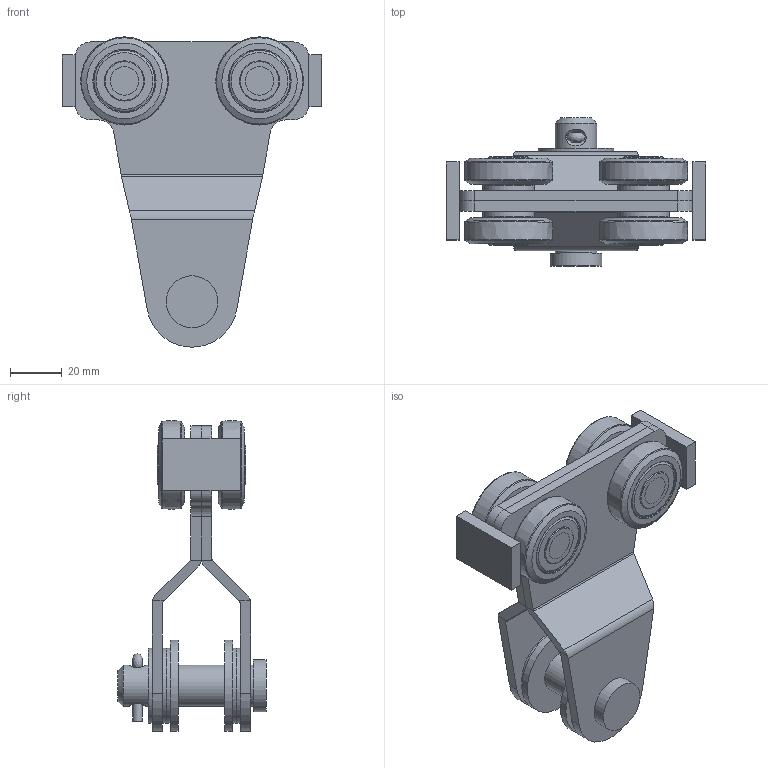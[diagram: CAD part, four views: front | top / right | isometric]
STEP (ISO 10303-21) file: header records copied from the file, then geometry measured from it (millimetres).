
FILE_DESCRIPTION(('STEP AP214'),'1');
FILE_NAME('PMH Åkvagn 1418.stp','2013-08-07T13:22:35',(' '),(' '),'Spatial InterOp 3D',' ',' ');
FILE_SCHEMA(('automotive_design'));
Length unit declared in the file: millimetre
Products named in the file (24): PMH Profilskena akvagn 1418; Part23; Part22; Part21; Part20; Part19; Part18; Part17; Part16; Part15; Part14; Part13; Part12; Part11; Part10; Part9; Part8; Part7; Part6; Part5; Part4; Part3; Part2; Part1
Assembly tree (23 placements, depth 2):
  PMH Profilskena akvagn 1418
    Part23
    Part22
    Part21
    Part20
    Part19
    Part18
    Part17
    Part16
    Part15
    Part14
    Part13
    Part12
    Part11
    Part10
    Part9
    Part8
    Part7
    Part6
    Part5
    Part4
    Part3
    Part2
    Part1
Bounding box: 100 x 57 x 119.48 mm (x, y, z)
Volume: 116481.4 mm3; surface area: 63511.7 mm2
Topology: 23 solids, 23 shells, 282 faces, 565 edges, 368 vertices
Faces by surface type: plane 128, cylinder 100, cone 37, bspline 9, torus 8
Full cylindrical faces by diameter (mm): 3.6 x1, 4 x1, 10 x6, 10.2 x4, 10.5 x4, 15.5 x8, 15.95 x1, 16.2 x4, 17.2 x5, 20 x5, 24.1 x8, 24.2 x8, 24.3 x8, 29 x5, 35 x2
Entity records: 11436 total; most frequent: CARTESIAN_POINT 3119, DIRECTION 1264, ORIENTED_EDGE 854, AXIS2_PLACEMENT_3D 560, EDGE_LOOP 486, EDGE_CURVE 427, FACE_OUTER_BOUND 364, VERTEX_POINT 349
